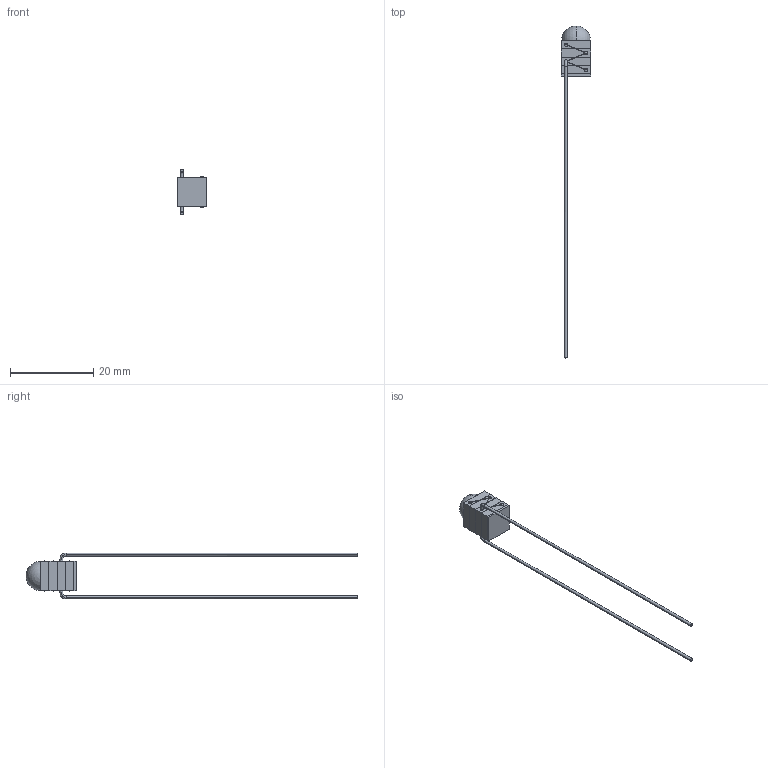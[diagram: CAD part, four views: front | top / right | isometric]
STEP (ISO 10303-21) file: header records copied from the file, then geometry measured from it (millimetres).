
FILE_DESCRIPTION (( 'STEP AP214' ), '1' );
FILE_NAME ('CTN003157.STEP', '2016-04-22T01:49:02', ( '' ), ( '' ), 'SwSTEP 2.0', 'SolidWorks 2014', '' );
FILE_SCHEMA (( 'AUTOMOTIVE_DESIGN' ));
Length unit declared in the file: millimetre
Products named in the file (1): CTN003157
Bounding box: 7 x 79.68 x 10.93 mm (x, y, z)
Volume: 1256.9 mm3; surface area: 2446.7 mm2
Topology: 5 solids, 5 shells, 207 faces, 553 edges, 353 vertices
Faces by surface type: plane 112, cylinder 41, sphere 28, bspline 26
Entity records: 9749 total; most frequent: CARTESIAN_POINT 3723, ORIENTED_EDGE 1078, DIRECTION 912, EDGE_CURVE 539, VERTEX_POINT 346, AXIS2_PLACEMENT_3D 308, LINE 296, VECTOR 296
